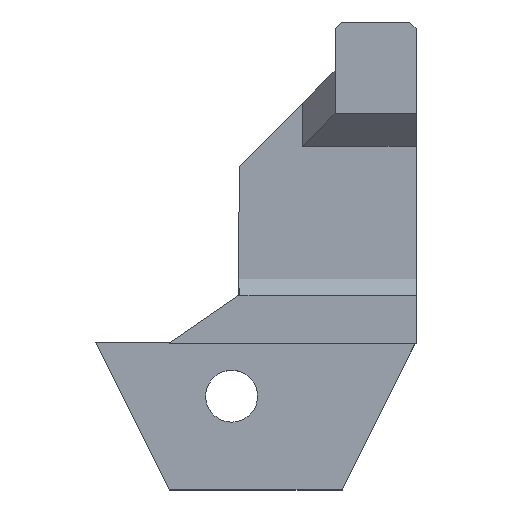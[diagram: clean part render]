
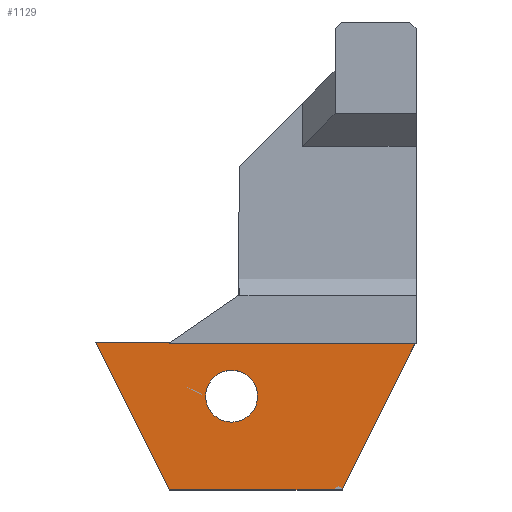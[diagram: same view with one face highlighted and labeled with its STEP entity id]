
A CAD part, top view. The second image highlights one B-rep face of the part: STEP entity #1129.
In plain terms, the highlighted planar face has unit normal (0, 0, 1).
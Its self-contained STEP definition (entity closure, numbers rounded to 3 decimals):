
#26=FACE_BOUND('',#137,.T.);
#34=CIRCLE('',#1213,1.6);
#65=FACE_OUTER_BOUND('',#136,.T.);
#136=EDGE_LOOP('',(#882,#883,#884,#885,#886,#887,#888));
#137=EDGE_LOOP('',(#889));
#255=LINE('',#1734,#405);
#260=LINE('',#1744,#410);
#271=LINE('',#1769,#421);
#273=LINE('',#1773,#423);
#274=LINE('',#1776,#424);
#275=LINE('',#1777,#425);
#276=LINE('',#1778,#426);
#405=VECTOR('',#1390,10.);
#410=VECTOR('',#1397,10.);
#421=VECTOR('',#1424,10.);
#423=VECTOR('',#1428,10.);
#424=VECTOR('',#1431,10.);
#425=VECTOR('',#1432,10.);
#426=VECTOR('',#1433,10.);
#541=VERTEX_POINT('',#1731);
#542=VERTEX_POINT('',#1733);
#545=VERTEX_POINT('',#1741);
#546=VERTEX_POINT('',#1743);
#549=VERTEX_POINT('',#1753);
#552=VERTEX_POINT('',#1767);
#553=VERTEX_POINT('',#1771);
#554=VERTEX_POINT('',#1775);
#651=EDGE_CURVE('',#541,#542,#255,.T.);
#656=EDGE_CURVE('',#545,#546,#260,.T.);
#661=EDGE_CURVE('',#549,#549,#34,.T.);
#669=EDGE_CURVE('',#552,#545,#271,.T.);
#671=EDGE_CURVE('',#553,#552,#273,.T.);
#672=EDGE_CURVE('',#546,#554,#274,.T.);
#673=EDGE_CURVE('',#542,#553,#275,.T.);
#674=EDGE_CURVE('',#554,#541,#276,.T.);
#882=ORIENTED_EDGE('',*,*,#672,.F.);
#883=ORIENTED_EDGE('',*,*,#656,.F.);
#884=ORIENTED_EDGE('',*,*,#669,.F.);
#885=ORIENTED_EDGE('',*,*,#671,.F.);
#886=ORIENTED_EDGE('',*,*,#673,.F.);
#887=ORIENTED_EDGE('',*,*,#651,.F.);
#888=ORIENTED_EDGE('',*,*,#674,.F.);
#889=ORIENTED_EDGE('',*,*,#661,.F.);
#1061=PLANE('',#1219);
#1129=ADVANCED_FACE('',(#65,#26),#1061,.F.);
#1213=AXIS2_PLACEMENT_3D('',#1754,#1407,#1408);
#1219=AXIS2_PLACEMENT_3D('',#1774,#1429,#1430);
#1390=DIRECTION('',(0.736,-0.677,0.));
#1397=DIRECTION('',(1.,0.,0.));
#1407=DIRECTION('center_axis',(0.,0.,
1.));
#1408=DIRECTION('ref_axis',(1.,0.,0.));
#1424=DIRECTION('',(-0.446,0.895,0.));
#1428=DIRECTION('',(-1.,0.,0.));
#1429=DIRECTION('center_axis',(0.,0.,
-1.));
#1430=DIRECTION('ref_axis',(1.,0.,0.));
#1431=DIRECTION('',(-0.824,-0.566,0.));
#1432=DIRECTION('',(-0.446,-0.895,0.));
#1433=DIRECTION('',(1.,0.,0.));
#1731=CARTESIAN_POINT('',(16.293,0.094,3.083));
#1733=CARTESIAN_POINT('',(16.347,0.044,3.083));
#1734=CARTESIAN_POINT('',(-11.956,26.044,3.083));
#1741=CARTESIAN_POINT('',(-3.327,0.144,3.083));
#1743=CARTESIAN_POINT('',(1.277,0.144,3.083));
#1744=CARTESIAN_POINT('',(7.401,0.144,3.083));
#1753=CARTESIAN_POINT('',(3.444,-3.18,3.083));
#1754=CARTESIAN_POINT('Origin',(5.044,-3.18,3.083));
#1767=CARTESIAN_POINT('',(1.21,-8.956,3.083));
#1769=CARTESIAN_POINT('',(-3.278,0.044,3.083));
#1771=CARTESIAN_POINT('',(11.86,-8.956,3.083));
#1773=CARTESIAN_POINT('',(11.86,-8.956,3.083));
#1774=CARTESIAN_POINT('Origin',(-1.525,12.544,3.083));
#1775=CARTESIAN_POINT('',(1.204,0.094,3.083));
#1776=CARTESIAN_POINT('',(3.182,1.453,3.083));
#1777=CARTESIAN_POINT('',(16.347,0.044,3.083));
#1778=CARTESIAN_POINT('',(7.447,0.094,3.083));
